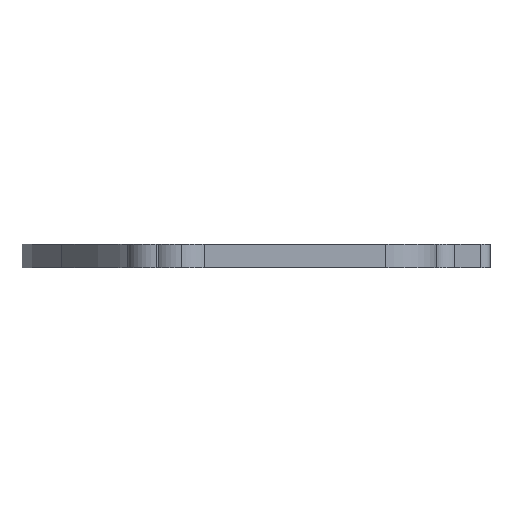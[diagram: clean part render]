
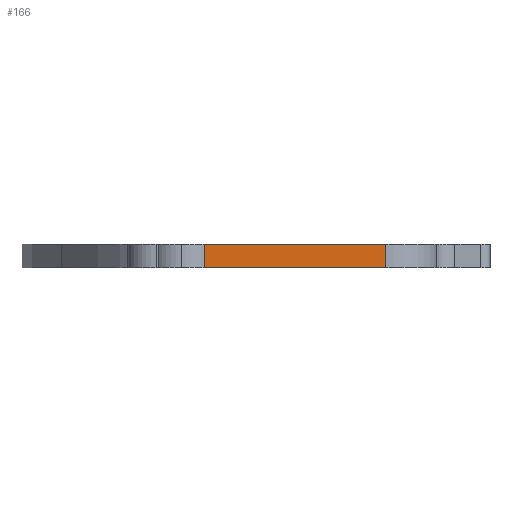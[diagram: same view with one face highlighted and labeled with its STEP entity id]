
A CAD part, left-side view. The second image highlights one B-rep face of the part: STEP entity #166.
In plain terms, the highlighted planar face has unit normal (-1, 0, 0).
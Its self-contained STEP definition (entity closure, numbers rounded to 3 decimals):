
#76 = VECTOR ( 'NONE', #473, 1000. ) ;
#96 = EDGE_CURVE ( 'NONE', #720, #346, #693, .T. ) ;
#101 = CARTESIAN_POINT ( 'NONE',  ( -91.255, 67.895, 2.5 ) ) ;
#112 = ORIENTED_EDGE ( 'NONE', *, *, #1183, .F. ) ;
#116 = LINE ( 'NONE', #572, #1528 ) ;
#166 = ADVANCED_FACE ( 'NONE', ( #1001 ), #1762, .F. ) ;
#192 = VECTOR ( 'NONE', #2350, 1000. ) ;
#194 = LINE ( 'NONE', #1398, #76 ) ;
#197 = ORIENTED_EDGE ( 'NONE', *, *, #677, .F. ) ;
#346 = VERTEX_POINT ( 'NONE', #1400 ) ;
#433 = VECTOR ( 'NONE', #1169, 1000. ) ;
#473 = DIRECTION ( 'NONE',  ( 0., 0., -1. ) ) ;
#572 = CARTESIAN_POINT ( 'NONE',  ( -91.255, 67.895, 2.5 ) ) ;
#677 = EDGE_CURVE ( 'NONE', #1855, #1342, #194, .T. ) ;
#693 = LINE ( 'NONE', #101, #192 ) ;
#720 = VERTEX_POINT ( 'NONE', #2382 ) ;
#766 = DIRECTION ( 'NONE',  ( 0., -1., 0. ) ) ;
#1001 = FACE_OUTER_BOUND ( 'NONE', #1721, .T. ) ;
#1169 = DIRECTION ( 'NONE',  ( 0., -1., 0. ) ) ;
#1183 = EDGE_CURVE ( 'NONE', #720, #1855, #116, .T. ) ;
#1188 = CARTESIAN_POINT ( 'NONE',  ( -91.255, 67.895, 2.5 ) ) ;
#1221 = ORIENTED_EDGE ( 'NONE', *, *, #96, .T. ) ;
#1342 = VERTEX_POINT ( 'NONE', #2321 ) ;
#1398 = CARTESIAN_POINT ( 'NONE',  ( -91.255, 48.776, 2.5 ) ) ;
#1400 = CARTESIAN_POINT ( 'NONE',  ( -91.255, 67.895, 0. ) ) ;
#1439 = LINE ( 'NONE', #2110, #433 ) ;
#1528 = VECTOR ( 'NONE', #766, 1000. ) ;
#1566 = DIRECTION ( 'NONE',  ( 1., 0., 0. ) ) ;
#1584 = DIRECTION ( 'NONE',  ( 0., 1., 0. ) ) ;
#1721 = EDGE_LOOP ( 'NONE', ( #1912, #197, #112, #1221 ) ) ;
#1762 = PLANE ( 'NONE',  #2302 ) ;
#1855 = VERTEX_POINT ( 'NONE', #2103 ) ;
#1912 = ORIENTED_EDGE ( 'NONE', *, *, #2237, .T. ) ;
#2103 = CARTESIAN_POINT ( 'NONE',  ( -91.255, 48.776, 2.5 ) ) ;
#2110 = CARTESIAN_POINT ( 'NONE',  ( -91.255, 67.895, 0. ) ) ;
#2237 = EDGE_CURVE ( 'NONE', #346, #1342, #1439, .T. ) ;
#2302 = AXIS2_PLACEMENT_3D ( 'NONE', #1188, #1566, #1584 ) ;
#2321 = CARTESIAN_POINT ( 'NONE',  ( -91.255, 48.776, 0. ) ) ;
#2350 = DIRECTION ( 'NONE',  ( 0., 0., -1. ) ) ;
#2382 = CARTESIAN_POINT ( 'NONE',  ( -91.255, 67.895, 2.5 ) ) ;
